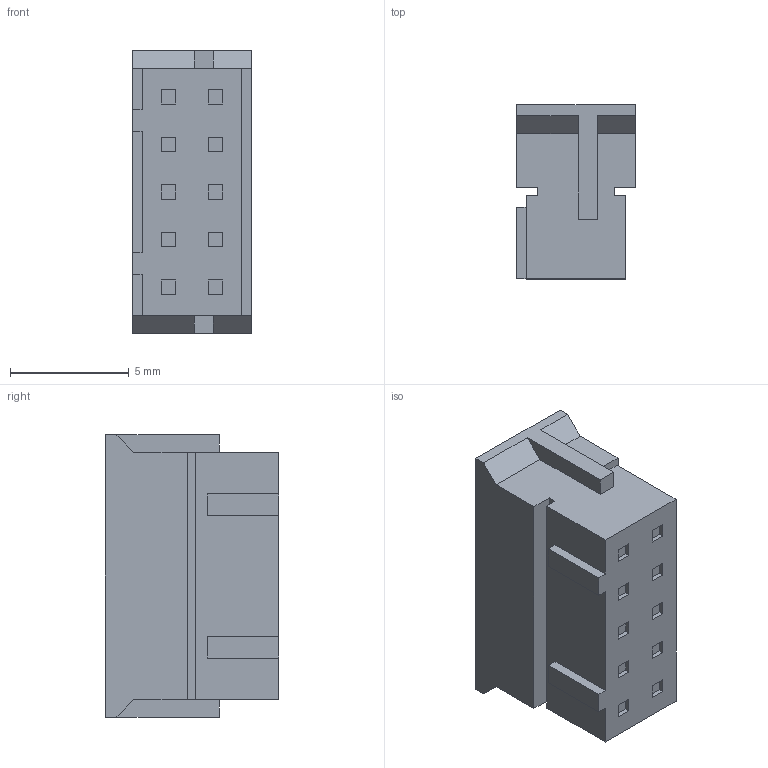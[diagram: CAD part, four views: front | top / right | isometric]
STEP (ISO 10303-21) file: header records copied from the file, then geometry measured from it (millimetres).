
FILE_DESCRIPTION (( 'STEP AP214' ), '1' );
FILE_NAME ('PHDR-10VS.STEP', '2011-06-06T09:48:20', ( '9g-mnaganawa' ), ( 'ｊｓｔ－ｏｅｃ' ), 'SwSTEP 2.0', 'SolidWorks 2005235', '' );
FILE_SCHEMA (( 'AUTOMOTIVE_DESIGN' ));
Length unit declared in the file: millimetre
Products named in the file (1): PHDR-10VS
Bounding box: 5 x 7.3 x 11.9 mm (x, y, z)
Volume: 351.4 mm3; surface area: 392.1 mm2
Topology: 1 solids, 1 shells, 134 faces, 336 edges, 224 vertices
Faces by surface type: plane 134
Entity records: 3943 total; most frequent: CARTESIAN_POINT 695, ORIENTED_EDGE 672, DIRECTION 606, EDGE_CURVE 336, LINE 336, VECTOR 336, VERTEX_POINT 224, EDGE_LOOP 154
